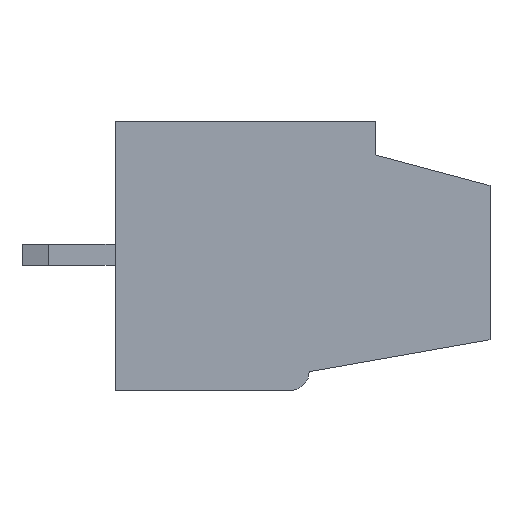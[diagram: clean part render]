
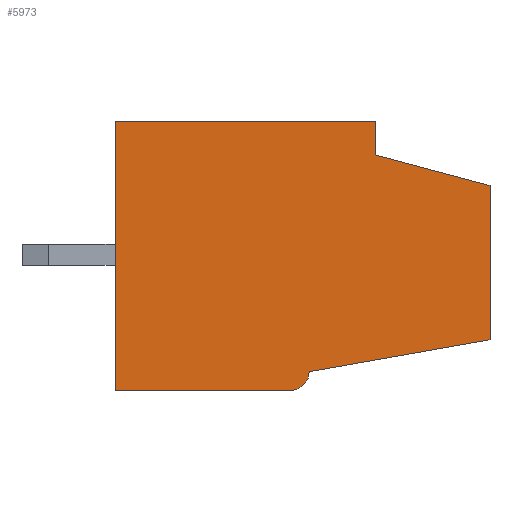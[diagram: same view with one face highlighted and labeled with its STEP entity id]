
A CAD part, left-side view. The second image highlights one B-rep face of the part: STEP entity #5973.
In plain terms, the highlighted planar face has unit normal (-1, 0, 0).
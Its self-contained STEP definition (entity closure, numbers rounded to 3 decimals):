
#114=DIRECTION('',(0.,0.,1.));
#115=VECTOR('',#114,5.799);
#116=CARTESIAN_POINT('',(2.109,-0.1,-3.101));
#117=LINE('',#116,#115);
#1131=DIRECTION('',(0.,-1.,0.));
#1132=VECTOR('',#1131,6.6);
#1133=CARTESIAN_POINT('',(2.109,14.,-5.));
#1134=LINE('',#1133,#1132);
#1199=DIRECTION('',(0.,0.,-1.));
#1200=VECTOR('',#1199,10.1);
#1201=CARTESIAN_POINT('',(2.109,14.,5.1));
#1202=LINE('',#1201,#1200);
#1419=DIRECTION('',(0.,1.,0.));
#1420=VECTOR('',#1419,9.8);
#1421=CARTESIAN_POINT('',(2.109,4.2,5.1));
#1422=LINE('',#1421,#1420);
#1487=DIRECTION('',(0.,0.985,-0.174));
#1488=VECTOR('',#1487,6.905);
#1489=CARTESIAN_POINT('',(2.109,-0.1,-3.101));
#1490=LINE('',#1489,#1488);
#1491=CARTESIAN_POINT('',(2.109,7.4,-4.3));
#1492=DIRECTION('',(1.,0.,0.));
#1493=DIRECTION('',(0.,-1.,0.));
#1494=AXIS2_PLACEMENT_3D('',#1491,#1492,#1493);
#1496=DIRECTION('',(0.,0.,-1.));
#1497=VECTOR('',#1496,1.25);
#1498=CARTESIAN_POINT('',(2.109,4.2,5.1));
#1499=LINE('',#1498,#1497);
#1500=DIRECTION('',(0.,-0.966,-0.259));
#1501=VECTOR('',#1500,4.452);
#1502=CARTESIAN_POINT('',(2.109,4.2,3.85));
#1503=LINE('',#1502,#1501);
#4038=CARTESIAN_POINT('',(2.109,14.,-5.));
#4039=CARTESIAN_POINT('',(2.109,7.4,-5.));
#4040=VERTEX_POINT('',#4038);
#4041=VERTEX_POINT('',#4039);
#4042=CARTESIAN_POINT('',(2.109,6.7,-4.3));
#4043=VERTEX_POINT('',#4042);
#4044=CARTESIAN_POINT('',(2.109,14.,5.1));
#4045=VERTEX_POINT('',#4044);
#4046=CARTESIAN_POINT('',(2.109,4.2,5.1));
#4047=CARTESIAN_POINT('',(2.109,4.2,3.85));
#4048=VERTEX_POINT('',#4046);
#4049=VERTEX_POINT('',#4047);
#4050=CARTESIAN_POINT('',(2.109,-0.1,-3.101));
#4051=VERTEX_POINT('',#4050);
#4052=CARTESIAN_POINT('',(2.109,-0.1,2.698));
#4053=VERTEX_POINT('',#4052);
#5958=CARTESIAN_POINT('',(2.109,0.,0.));
#5959=DIRECTION('',(-1.,0.,0.));
#5960=DIRECTION('',(0.,-1.,0.));
#5961=AXIS2_PLACEMENT_3D('',#5958,#5959,#5960);
#5962=PLANE('',#5961);
#5963=ORIENTED_EDGE('',*,*,#4195,.F.);
#5964=ORIENTED_EDGE('',*,*,#5423,.T.);
#5965=ORIENTED_EDGE('',*,*,#5442,.T.);
#5966=ORIENTED_EDGE('',*,*,#5465,.F.);
#5967=ORIENTED_EDGE('',*,*,#5501,.F.);
#5968=ORIENTED_EDGE('',*,*,#5884,.F.);
#5969=ORIENTED_EDGE('',*,*,#5915,.T.);
#5970=ORIENTED_EDGE('',*,*,#5950,.T.);
#5971=EDGE_LOOP('',(#5963,#5964,#5965,#5966,#5967,#5968,#5969,#5970));
#5972=FACE_OUTER_BOUND('',#5971,.F.);
#1495=CIRCLE('',#1494,0.7);
#4195=EDGE_CURVE('',#4051,#4053,#117,.T.);
#5423=EDGE_CURVE('',#4051,#4043,#1490,.T.);
#5442=EDGE_CURVE('',#4043,#4041,#1495,.T.);
#5465=EDGE_CURVE('',#4040,#4041,#1134,.T.);
#5501=EDGE_CURVE('',#4045,#4040,#1202,.T.);
#5884=EDGE_CURVE('',#4048,#4045,#1422,.T.);
#5915=EDGE_CURVE('',#4048,#4049,#1499,.T.);
#5950=EDGE_CURVE('',#4049,#4053,#1503,.T.);
#5973=ADVANCED_FACE('',(#5972),#5962,.T.);
